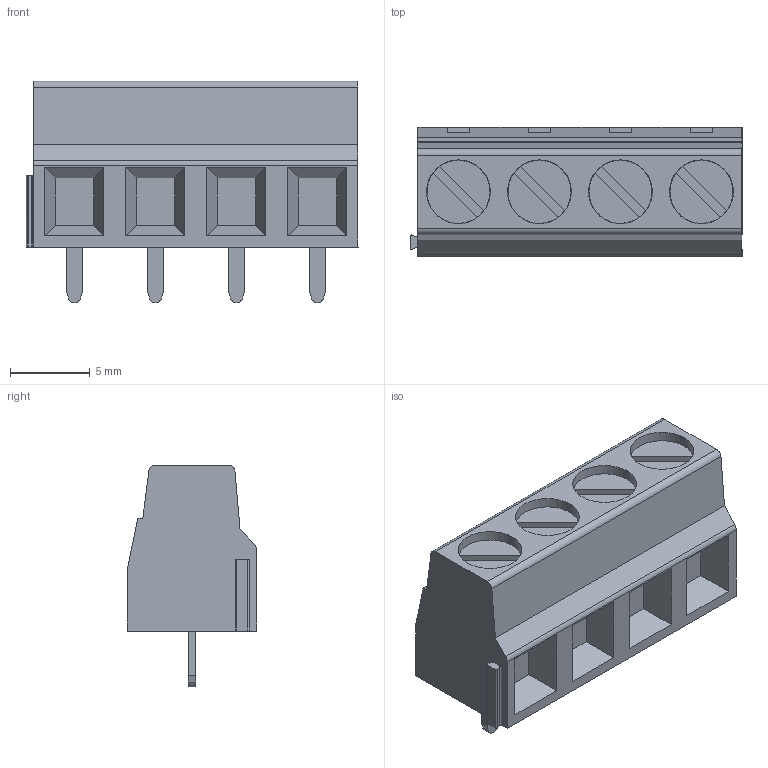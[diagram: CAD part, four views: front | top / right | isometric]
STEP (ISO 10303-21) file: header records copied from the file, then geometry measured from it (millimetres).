
FILE_DESCRIPTION(('CATIA V5 STEP Exchange','CAx-IF Rec.Pracs.--- Model Styling and Organization---1.4--- 2014-01-23'),'2;1');
FILE_NAME ('D1458991_1_1912540000_1912540000.stp','2021-07-23T10:47:23+00:00',('none'),('Weidmueller'),'CATIA Version 5-6 Release 2016 SP3 HF44','CATIA V5 STEP AP214','none');
FILE_SCHEMA(('AUTOMOTIVE_DESIGN { 1 0 10303 214 1 1 1 1 }'));
Length unit declared in the file: millimetre
Products named in the file (1): 1912540000
Bounding box: 20.82 x 8.1 x 13.9 mm (x, y, z)
Volume: 1376.6 mm3; surface area: 1328.4 mm2
Topology: 9 solids, 9 shells, 153 faces, 389 edges, 262 vertices
Faces by surface type: plane 115, cylinder 38
Entity records: 4736 total; most frequent: CARTESIAN_POINT 895, ORIENTED_EDGE 778, DIRECTION 661, EDGE_CURVE 389, VECTOR 297, LINE 297, VERTEX_POINT 262, AXIS2_PLACEMENT_3D 222
